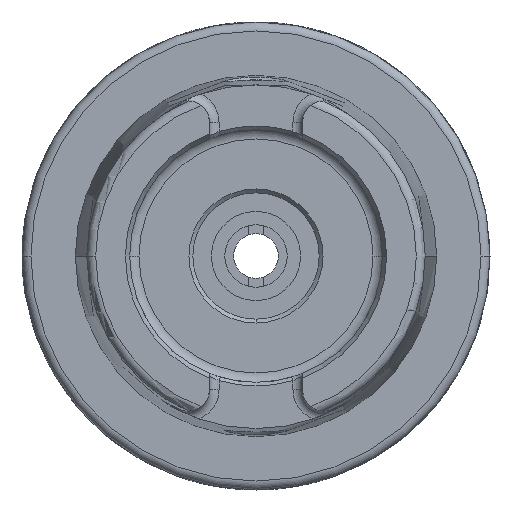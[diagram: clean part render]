
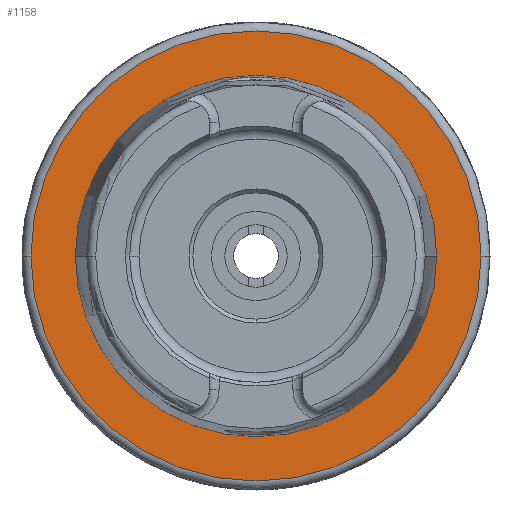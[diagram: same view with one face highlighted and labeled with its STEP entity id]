
A CAD part, left-side view. The second image highlights one B-rep face of the part: STEP entity #1158.
In plain terms, the highlighted planar face has unit normal (-1, 0, 0).
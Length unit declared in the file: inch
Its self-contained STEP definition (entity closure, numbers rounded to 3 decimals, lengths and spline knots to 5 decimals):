
#636 = CARTESIAN_POINT ( 'NONE',  ( 0., 0., 0. ) ) ;
#865 = CIRCLE ( 'NONE', #8994, 1.19291 ) ;
#1010 = ORIENTED_EDGE ( 'NONE', *, *, #6373, .F. ) ;
#1027 = EDGE_CURVE ( 'NONE', #3563, #9164, #4071, .T. ) ;
#1051 = DIRECTION ( 'NONE',  ( 0., 1., 0. ) ) ;
#1158 = ADVANCED_FACE ( 'NONE', ( #7951, #2743 ), #6516, .T. ) ;
#1335 = DIRECTION ( 'NONE',  ( 1., 0., 0. ) ) ;
#1847 = DIRECTION ( 'NONE',  ( 1., 0., 0. ) ) ;
#1879 = CARTESIAN_POINT ( 'NONE',  ( 0., 0.9575, 0. ) ) ;
#2326 = CARTESIAN_POINT ( 'NONE',  ( 0., 0., 0. ) ) ;
#2650 = DIRECTION ( 'NONE',  ( 0., -1., 0. ) ) ;
#2700 = AXIS2_PLACEMENT_3D ( 'NONE', #1879, #7293, #2650 ) ;
#2743 = FACE_OUTER_BOUND ( 'NONE', #6577, .T. ) ;
#2972 = CARTESIAN_POINT ( 'NONE',  ( 0., -0.9575, 0. ) ) ;
#3047 = DIRECTION ( 'NONE',  ( 1., 0., 0. ) ) ;
#3474 = ORIENTED_EDGE ( 'NONE', *, *, #6121, .T. ) ;
#3563 = VERTEX_POINT ( 'NONE', #9110 ) ;
#4035 = CARTESIAN_POINT ( 'NONE',  ( 0., 0., 0. ) ) ;
#4071 = CIRCLE ( 'NONE', #6713, 0.9575 ) ;
#4377 = VERTEX_POINT ( 'NONE', #5797 ) ;
#5097 = CARTESIAN_POINT ( 'NONE',  ( 0., -1.19291, 0. ) ) ;
#5167 = CIRCLE ( 'NONE', #7843, 0.9575 ) ;
#5589 = DIRECTION ( 'NONE',  ( 1., 0., 0. ) ) ;
#5625 = VERTEX_POINT ( 'NONE', #5097 ) ;
#5797 = CARTESIAN_POINT ( 'NONE',  ( 0., 1.19291, 0. ) ) ;
#6121 = EDGE_CURVE ( 'NONE', #9164, #3563, #5167, .T. ) ;
#6373 = EDGE_CURVE ( 'NONE', #5625, #4377, #8807, .T. ) ;
#6516 = PLANE ( 'NONE',  #2700 ) ;
#6577 = EDGE_LOOP ( 'NONE', ( #9830, #1010 ) ) ;
#6713 = AXIS2_PLACEMENT_3D ( 'NONE', #4035, #5589, #9431 ) ;
#6815 = DIRECTION ( 'NONE',  ( 0., 1., 0. ) ) ;
#7053 = EDGE_LOOP ( 'NONE', ( #7610, #3474 ) ) ;
#7293 = DIRECTION ( 'NONE',  ( -1., 0., 0. ) ) ;
#7610 = ORIENTED_EDGE ( 'NONE', *, *, #1027, .T. ) ;
#7843 = AXIS2_PLACEMENT_3D ( 'NONE', #9639, #1847, #1051 ) ;
#7951 = FACE_BOUND ( 'NONE', #7053, .T. ) ;
#8470 = DIRECTION ( 'NONE',  ( 0., 1., 0. ) ) ;
#8750 = AXIS2_PLACEMENT_3D ( 'NONE', #636, #1335, #6815 ) ;
#8807 = CIRCLE ( 'NONE', #8750, 1.19291 ) ;
#8994 = AXIS2_PLACEMENT_3D ( 'NONE', #2326, #3047, #8470 ) ;
#9110 = CARTESIAN_POINT ( 'NONE',  ( 0., 0.9575, 0. ) ) ;
#9164 = VERTEX_POINT ( 'NONE', #2972 ) ;
#9431 = DIRECTION ( 'NONE',  ( 0., 1., 0. ) ) ;
#9639 = CARTESIAN_POINT ( 'NONE',  ( 0., 0., 0. ) ) ;
#9830 = ORIENTED_EDGE ( 'NONE', *, *, #9975, .F. ) ;
#9975 = EDGE_CURVE ( 'NONE', #4377, #5625, #865, .T. ) ;
